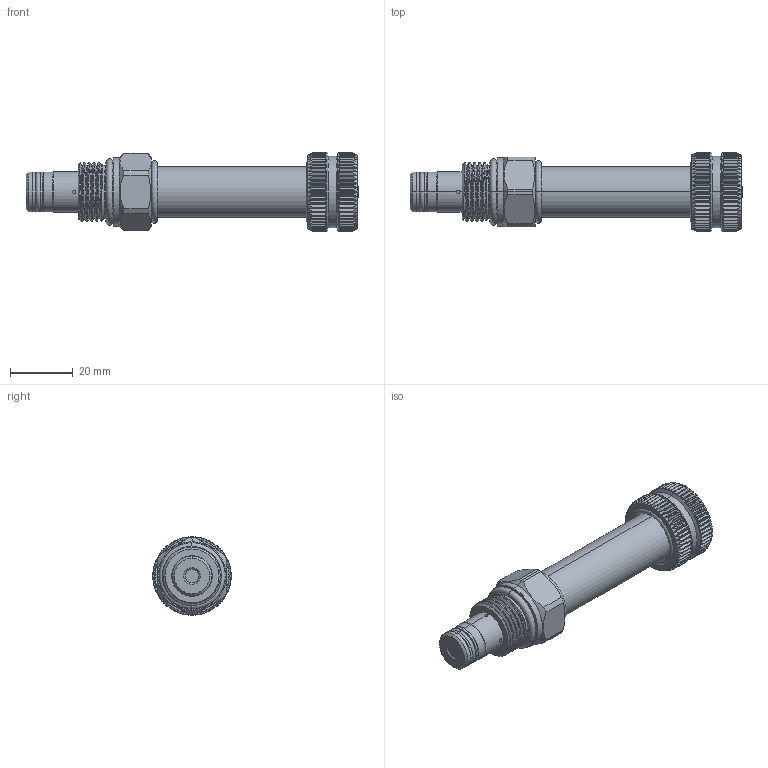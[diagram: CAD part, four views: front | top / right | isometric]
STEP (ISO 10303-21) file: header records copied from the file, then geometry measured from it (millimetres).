
FILE_DESCRIPTION (( 'STEP AP203' ), '1' );
FILE_NAME ('PRB08W2C-P.STEP', '2024-09-19T08:08:20', ( '' ), ( '' ), 'SwSTEP 2.0', 'SolidWorks 2018', '' );
FILE_SCHEMA (( 'CONFIG_CONTROL_DESIGN' ));
Length unit declared in the file: millimetre
Products named in the file (1): PRB08W2C-P
Bounding box: 105.9 x 25 x 25 mm (x, y, z)
Volume: 27463.5 mm3; surface area: 8398.2 mm2
Topology: 1 solids, 1 shells, 976 faces, 2594 edges, 1642 vertices
Faces by surface type: plane 417, cylinder 393, cone 139, bspline 14, torus 13
Entity records: 35397 total; most frequent: CARTESIAN_POINT 12063, ORIENTED_EDGE 5184, DIRECTION 4537, EDGE_CURVE 2592, AXIS2_PLACEMENT_3D 1746, VERTEX_POINT 1642, VECTOR 1045, LINE 1045
